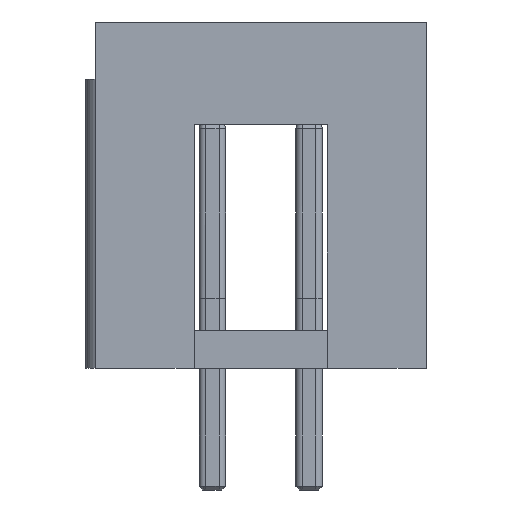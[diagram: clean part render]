
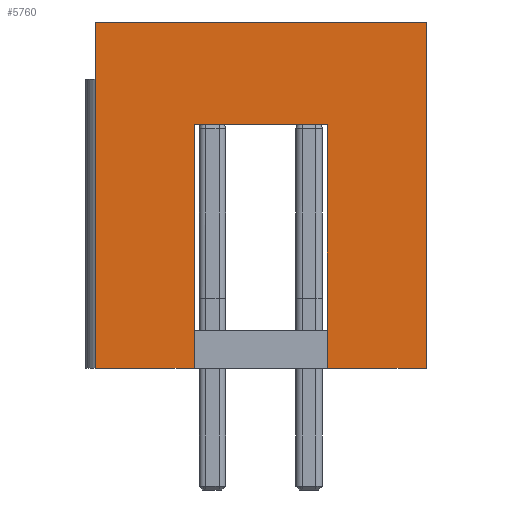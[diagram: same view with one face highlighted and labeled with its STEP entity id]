
A CAD part, left-side view. The second image highlights one B-rep face of the part: STEP entity #5760.
In plain terms, the highlighted planar face has unit normal (-1, 0, 0).
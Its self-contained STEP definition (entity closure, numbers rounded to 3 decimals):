
#69 = PLANE('',#70);
#70 = AXIS2_PLACEMENT_3D('',#71,#72,#73);
#71 = CARTESIAN_POINT('',(0.,0.,0.));
#72 = DIRECTION('',(0.,0.,1.));
#73 = DIRECTION('',(1.,0.,-0.));
#94 = VERTEX_POINT('',#95);
#95 = CARTESIAN_POINT('',(-17.96,4.35,0.));
#109 = PLANE('',#110);
#110 = AXIS2_PLACEMENT_3D('',#111,#112,#113);
#111 = CARTESIAN_POINT('',(17.96,4.35,0.));
#112 = DIRECTION('',(0.,-1.,0.));
#113 = DIRECTION('',(-1.,0.,0.));
#121 = EDGE_CURVE('',#94,#122,#124,.T.);
#122 = VERTEX_POINT('',#123);
#123 = CARTESIAN_POINT('',(-17.96,1.75,0.));
#124 = SURFACE_CURVE('',#125,(#129,#136),.PCURVE_S1.);
#125 = LINE('',#126,#127);
#126 = CARTESIAN_POINT('',(-17.96,4.35,0.));
#127 = VECTOR('',#128,1.);
#128 = DIRECTION('',(0.,-1.,0.));
#129 = PCURVE('',#69,#130);
#130 = DEFINITIONAL_REPRESENTATION('',(#131),#135);
#131 = LINE('',#132,#133);
#132 = CARTESIAN_POINT('',(-17.96,4.35));
#133 = VECTOR('',#134,1.);
#134 = DIRECTION('',(0.,-1.));
#135 = ( GEOMETRIC_REPRESENTATION_CONTEXT(2) 
PARAMETRIC_REPRESENTATION_CONTEXT() REPRESENTATION_CONTEXT('2D SPACE',''
  ) );
#136 = PCURVE('',#137,#142);
#137 = PLANE('',#138);
#138 = AXIS2_PLACEMENT_3D('',#139,#140,#141);
#139 = CARTESIAN_POINT('',(-17.96,4.35,0.));
#140 = DIRECTION('',(1.,0.,-0.));
#141 = DIRECTION('',(0.,-1.,0.));
#142 = DEFINITIONAL_REPRESENTATION('',(#143),#147);
#143 = LINE('',#144,#145);
#144 = CARTESIAN_POINT('',(0.,0.));
#145 = VECTOR('',#146,1.);
#146 = DIRECTION('',(1.,0.));
#147 = ( GEOMETRIC_REPRESENTATION_CONTEXT(2) 
PARAMETRIC_REPRESENTATION_CONTEXT() REPRESENTATION_CONTEXT('2D SPACE',''
  ) );
#165 = PLANE('',#166);
#166 = AXIS2_PLACEMENT_3D('',#167,#168,#169);
#167 = CARTESIAN_POINT('',(-16.96,1.75,0.));
#168 = DIRECTION('',(0.,-1.,0.));
#169 = DIRECTION('',(-1.,0.,0.));
#206 = VERTEX_POINT('',#207);
#207 = CARTESIAN_POINT('',(-17.96,-1.75,0.));
#221 = PLANE('',#222);
#222 = AXIS2_PLACEMENT_3D('',#223,#224,#225);
#223 = CARTESIAN_POINT('',(-17.96,-1.75,0.));
#224 = DIRECTION('',(0.,1.,0.));
#225 = DIRECTION('',(1.,0.,0.));
#233 = EDGE_CURVE('',#206,#234,#236,.T.);
#234 = VERTEX_POINT('',#235);
#235 = CARTESIAN_POINT('',(-17.96,-4.35,0.));
#236 = SURFACE_CURVE('',#237,(#241,#248),.PCURVE_S1.);
#237 = LINE('',#238,#239);
#238 = CARTESIAN_POINT('',(-17.96,4.35,0.));
#239 = VECTOR('',#240,1.);
#240 = DIRECTION('',(0.,-1.,0.));
#241 = PCURVE('',#69,#242);
#242 = DEFINITIONAL_REPRESENTATION('',(#243),#247);
#243 = LINE('',#244,#245);
#244 = CARTESIAN_POINT('',(-17.96,4.35));
#245 = VECTOR('',#246,1.);
#246 = DIRECTION('',(0.,-1.));
#247 = ( GEOMETRIC_REPRESENTATION_CONTEXT(2) 
PARAMETRIC_REPRESENTATION_CONTEXT() REPRESENTATION_CONTEXT('2D SPACE',''
  ) );
#248 = PCURVE('',#137,#249);
#249 = DEFINITIONAL_REPRESENTATION('',(#250),#254);
#250 = LINE('',#251,#252);
#251 = CARTESIAN_POINT('',(0.,0.));
#252 = VECTOR('',#253,1.);
#253 = DIRECTION('',(1.,0.));
#254 = ( GEOMETRIC_REPRESENTATION_CONTEXT(2) 
PARAMETRIC_REPRESENTATION_CONTEXT() REPRESENTATION_CONTEXT('2D SPACE',''
  ) );
#272 = PLANE('',#273);
#273 = AXIS2_PLACEMENT_3D('',#274,#275,#276);
#274 = CARTESIAN_POINT('',(-17.96,-4.35,0.));
#275 = DIRECTION('',(0.,1.,0.));
#276 = DIRECTION('',(1.,0.,0.));
#5529 = VERTEX_POINT('',#5530);
#5530 = CARTESIAN_POINT('',(-17.96,4.35,9.1));
#5544 = PLANE('',#5545);
#5545 = AXIS2_PLACEMENT_3D('',#5546,#5547,#5548);
#5546 = CARTESIAN_POINT('',(0.,0.,9.1));
#5547 = DIRECTION('',(0.,0.,1.));
#5548 = DIRECTION('',(1.,0.,-0.));
#5556 = EDGE_CURVE('',#94,#5529,#5557,.T.);
#5557 = SURFACE_CURVE('',#5558,(#5562,#5569),.PCURVE_S1.);
#5558 = LINE('',#5559,#5560);
#5559 = CARTESIAN_POINT('',(-17.96,4.35,0.));
#5560 = VECTOR('',#5561,1.);
#5561 = DIRECTION('',(0.,0.,1.));
#5562 = PCURVE('',#109,#5563);
#5563 = DEFINITIONAL_REPRESENTATION('',(#5564),#5568);
#5564 = LINE('',#5565,#5566);
#5565 = CARTESIAN_POINT('',(35.92,0.));
#5566 = VECTOR('',#5567,1.);
#5567 = DIRECTION('',(0.,-1.));
#5568 = ( GEOMETRIC_REPRESENTATION_CONTEXT(2) 
PARAMETRIC_REPRESENTATION_CONTEXT() REPRESENTATION_CONTEXT('2D SPACE',''
  ) );
#5569 = PCURVE('',#137,#5570);
#5570 = DEFINITIONAL_REPRESENTATION('',(#5571),#5575);
#5571 = LINE('',#5572,#5573);
#5572 = CARTESIAN_POINT('',(0.,0.));
#5573 = VECTOR('',#5574,1.);
#5574 = DIRECTION('',(0.,-1.));
#5575 = ( GEOMETRIC_REPRESENTATION_CONTEXT(2) 
PARAMETRIC_REPRESENTATION_CONTEXT() REPRESENTATION_CONTEXT('2D SPACE',''
  ) );
#5760 = ADVANCED_FACE('',(#5761),#137,.F.);
#5761 = FACE_BOUND('',#5762,.F.);
#5762 = EDGE_LOOP('',(#5763,#5764,#5765,#5788,#5809,#5810,#5833,#5861));
#5763 = ORIENTED_EDGE('',*,*,#121,.F.);
#5764 = ORIENTED_EDGE('',*,*,#5556,.T.);
#5765 = ORIENTED_EDGE('',*,*,#5766,.T.);
#5766 = EDGE_CURVE('',#5529,#5767,#5769,.T.);
#5767 = VERTEX_POINT('',#5768);
#5768 = CARTESIAN_POINT('',(-17.96,-4.35,9.1));
#5769 = SURFACE_CURVE('',#5770,(#5774,#5781),.PCURVE_S1.);
#5770 = LINE('',#5771,#5772);
#5771 = CARTESIAN_POINT('',(-17.96,4.35,9.1));
#5772 = VECTOR('',#5773,1.);
#5773 = DIRECTION('',(0.,-1.,0.));
#5774 = PCURVE('',#137,#5775);
#5775 = DEFINITIONAL_REPRESENTATION('',(#5776),#5780);
#5776 = LINE('',#5777,#5778);
#5777 = CARTESIAN_POINT('',(0.,-9.1));
#5778 = VECTOR('',#5779,1.);
#5779 = DIRECTION('',(1.,0.));
#5780 = ( GEOMETRIC_REPRESENTATION_CONTEXT(2) 
PARAMETRIC_REPRESENTATION_CONTEXT() REPRESENTATION_CONTEXT('2D SPACE',''
  ) );
#5781 = PCURVE('',#5544,#5782);
#5782 = DEFINITIONAL_REPRESENTATION('',(#5783),#5787);
#5783 = LINE('',#5784,#5785);
#5784 = CARTESIAN_POINT('',(-17.96,4.35));
#5785 = VECTOR('',#5786,1.);
#5786 = DIRECTION('',(0.,-1.));
#5787 = ( GEOMETRIC_REPRESENTATION_CONTEXT(2) 
PARAMETRIC_REPRESENTATION_CONTEXT() REPRESENTATION_CONTEXT('2D SPACE',''
  ) );
#5788 = ORIENTED_EDGE('',*,*,#5789,.F.);
#5789 = EDGE_CURVE('',#234,#5767,#5790,.T.);
#5790 = SURFACE_CURVE('',#5791,(#5795,#5802),.PCURVE_S1.);
#5791 = LINE('',#5792,#5793);
#5792 = CARTESIAN_POINT('',(-17.96,-4.35,0.));
#5793 = VECTOR('',#5794,1.);
#5794 = DIRECTION('',(0.,0.,1.));
#5795 = PCURVE('',#137,#5796);
#5796 = DEFINITIONAL_REPRESENTATION('',(#5797),#5801);
#5797 = LINE('',#5798,#5799);
#5798 = CARTESIAN_POINT('',(8.7,0.));
#5799 = VECTOR('',#5800,1.);
#5800 = DIRECTION('',(0.,-1.));
#5801 = ( GEOMETRIC_REPRESENTATION_CONTEXT(2) 
PARAMETRIC_REPRESENTATION_CONTEXT() REPRESENTATION_CONTEXT('2D SPACE',''
  ) );
#5802 = PCURVE('',#272,#5803);
#5803 = DEFINITIONAL_REPRESENTATION('',(#5804),#5808);
#5804 = LINE('',#5805,#5806);
#5805 = CARTESIAN_POINT('',(0.,0.));
#5806 = VECTOR('',#5807,1.);
#5807 = DIRECTION('',(0.,-1.));
#5808 = ( GEOMETRIC_REPRESENTATION_CONTEXT(2) 
PARAMETRIC_REPRESENTATION_CONTEXT() REPRESENTATION_CONTEXT('2D SPACE',''
  ) );
#5809 = ORIENTED_EDGE('',*,*,#233,.F.);
#5810 = ORIENTED_EDGE('',*,*,#5811,.T.);
#5811 = EDGE_CURVE('',#206,#5812,#5814,.T.);
#5812 = VERTEX_POINT('',#5813);
#5813 = CARTESIAN_POINT('',(-17.96,-1.75,6.4));
#5814 = SURFACE_CURVE('',#5815,(#5819,#5826),.PCURVE_S1.);
#5815 = LINE('',#5816,#5817);
#5816 = CARTESIAN_POINT('',(-17.96,-1.75,0.));
#5817 = VECTOR('',#5818,1.);
#5818 = DIRECTION('',(0.,0.,1.));
#5819 = PCURVE('',#137,#5820);
#5820 = DEFINITIONAL_REPRESENTATION('',(#5821),#5825);
#5821 = LINE('',#5822,#5823);
#5822 = CARTESIAN_POINT('',(6.1,0.));
#5823 = VECTOR('',#5824,1.);
#5824 = DIRECTION('',(0.,-1.));
#5825 = ( GEOMETRIC_REPRESENTATION_CONTEXT(2) 
PARAMETRIC_REPRESENTATION_CONTEXT() REPRESENTATION_CONTEXT('2D SPACE',''
  ) );
#5826 = PCURVE('',#221,#5827);
#5827 = DEFINITIONAL_REPRESENTATION('',(#5828),#5832);
#5828 = LINE('',#5829,#5830);
#5829 = CARTESIAN_POINT('',(0.,0.));
#5830 = VECTOR('',#5831,1.);
#5831 = DIRECTION('',(0.,-1.));
#5832 = ( GEOMETRIC_REPRESENTATION_CONTEXT(2) 
PARAMETRIC_REPRESENTATION_CONTEXT() REPRESENTATION_CONTEXT('2D SPACE',''
  ) );
#5833 = ORIENTED_EDGE('',*,*,#5834,.F.);
#5834 = EDGE_CURVE('',#5835,#5812,#5837,.T.);
#5835 = VERTEX_POINT('',#5836);
#5836 = CARTESIAN_POINT('',(-17.96,1.75,6.4));
#5837 = SURFACE_CURVE('',#5838,(#5842,#5849),.PCURVE_S1.);
#5838 = LINE('',#5839,#5840);
#5839 = CARTESIAN_POINT('',(-17.96,1.75,6.4));
#5840 = VECTOR('',#5841,1.);
#5841 = DIRECTION('',(0.,-1.,0.));
#5842 = PCURVE('',#137,#5843);
#5843 = DEFINITIONAL_REPRESENTATION('',(#5844),#5848);
#5844 = LINE('',#5845,#5846);
#5845 = CARTESIAN_POINT('',(2.6,-6.4));
#5846 = VECTOR('',#5847,1.);
#5847 = DIRECTION('',(1.,0.));
#5848 = ( GEOMETRIC_REPRESENTATION_CONTEXT(2) 
PARAMETRIC_REPRESENTATION_CONTEXT() REPRESENTATION_CONTEXT('2D SPACE',''
  ) );
#5849 = PCURVE('',#5850,#5855);
#5850 = PLANE('',#5851);
#5851 = AXIS2_PLACEMENT_3D('',#5852,#5853,#5854);
#5852 = CARTESIAN_POINT('',(-17.46,0.,6.4));
#5853 = DIRECTION('',(0.,0.,1.));
#5854 = DIRECTION('',(1.,0.,-0.));
#5855 = DEFINITIONAL_REPRESENTATION('',(#5856),#5860);
#5856 = LINE('',#5857,#5858);
#5857 = CARTESIAN_POINT('',(-0.5,1.75));
#5858 = VECTOR('',#5859,1.);
#5859 = DIRECTION('',(0.,-1.));
#5860 = ( GEOMETRIC_REPRESENTATION_CONTEXT(2) 
PARAMETRIC_REPRESENTATION_CONTEXT() REPRESENTATION_CONTEXT('2D SPACE',''
  ) );
#5861 = ORIENTED_EDGE('',*,*,#5862,.F.);
#5862 = EDGE_CURVE('',#122,#5835,#5863,.T.);
#5863 = SURFACE_CURVE('',#5864,(#5868,#5875),.PCURVE_S1.);
#5864 = LINE('',#5865,#5866);
#5865 = CARTESIAN_POINT('',(-17.96,1.75,0.));
#5866 = VECTOR('',#5867,1.);
#5867 = DIRECTION('',(0.,0.,1.));
#5868 = PCURVE('',#137,#5869);
#5869 = DEFINITIONAL_REPRESENTATION('',(#5870),#5874);
#5870 = LINE('',#5871,#5872);
#5871 = CARTESIAN_POINT('',(2.6,0.));
#5872 = VECTOR('',#5873,1.);
#5873 = DIRECTION('',(0.,-1.));
#5874 = ( GEOMETRIC_REPRESENTATION_CONTEXT(2) 
PARAMETRIC_REPRESENTATION_CONTEXT() REPRESENTATION_CONTEXT('2D SPACE',''
  ) );
#5875 = PCURVE('',#165,#5876);
#5876 = DEFINITIONAL_REPRESENTATION('',(#5877),#5881);
#5877 = LINE('',#5878,#5879);
#5878 = CARTESIAN_POINT('',(1.,0.));
#5879 = VECTOR('',#5880,1.);
#5880 = DIRECTION('',(0.,-1.));
#5881 = ( GEOMETRIC_REPRESENTATION_CONTEXT(2) 
PARAMETRIC_REPRESENTATION_CONTEXT() REPRESENTATION_CONTEXT('2D SPACE',''
  ) );
